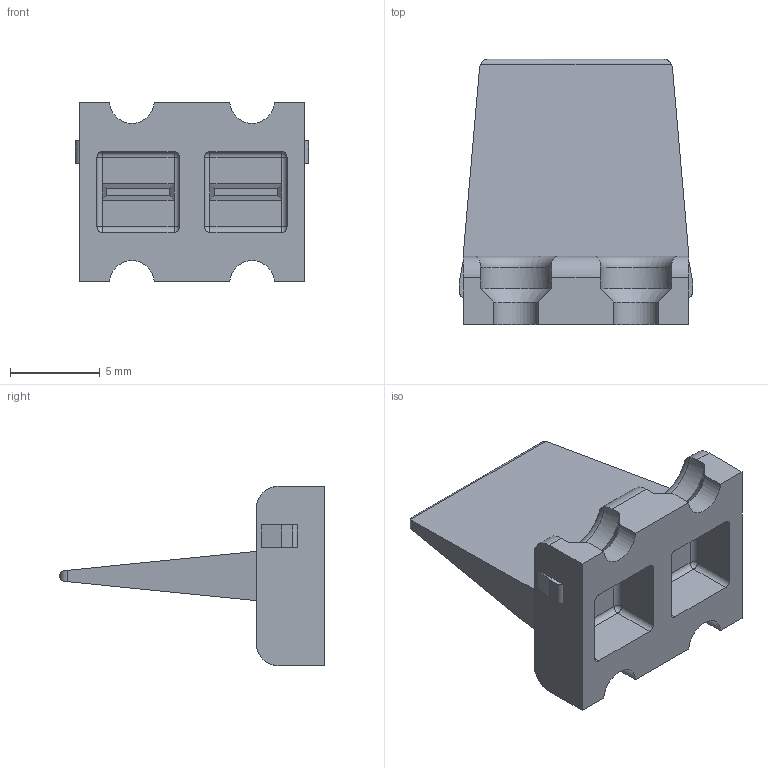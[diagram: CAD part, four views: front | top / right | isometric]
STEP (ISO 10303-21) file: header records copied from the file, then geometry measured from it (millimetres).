
FILE_DESCRIPTION((''),'2;1');
FILE_NAME('AWP-4P','2014-11-03T',('Orion.Li'),(''),'PRO/ENGINEER BY PARAMETRIC TECHNOLOGY CORPORATION, 2013230','PRO/ENGINEER BY PARAMETRIC TECHNOLOGY CORPORATION, 2013230','');
FILE_SCHEMA(('CONFIG_CONTROL_DESIGN'));
Length unit declared in the file: millimetre
Products named in the file (1): AWP-4P
Bounding box: 13 x 14.8 x 10 mm (x, y, z)
Volume: 484.5 mm3; surface area: 838.4 mm2
Topology: 1 solids, 1 shells, 102 faces, 248 edges, 154 vertices
Faces by surface type: plane 47, cylinder 39, sphere 8, cone 4, torus 4
Entity records: 3124 total; most frequent: CARTESIAN_POINT 706, ORIENTED_EDGE 496, DIRECTION 488, EDGE_CURVE 248, AXIS2_PLACEMENT_3D 170, VERTEX_POINT 154, VECTOR 148, LINE 148
